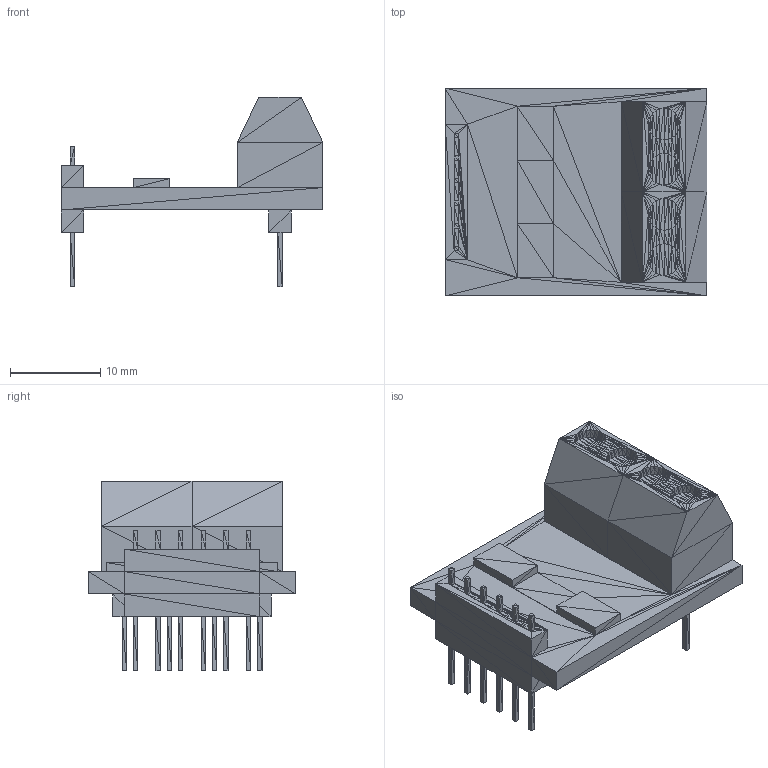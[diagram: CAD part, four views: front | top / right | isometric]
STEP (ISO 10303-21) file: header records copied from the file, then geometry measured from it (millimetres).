
FILE_DESCRIPTION((''),'2;1');
FILE_NAME('h-bridge l9110s(2)', '2025-02-15T14:06:27', (''), (''), 'ImageToStl.com STEP Converter','', '');
FILE_SCHEMA(('AUTOMOTIVE_DESIGN_CC2'));
Length unit declared in the file: metre
Products named in the file (1): product0
Bounding box: 29 x 23 x 20.98 mm (x, y, z)
Surface area: 3034.4 mm2 (no closed solid volume)
Topology: 0 solids, 916 shells, 916 faces, 2721 edges, 446 vertices
Faces by surface type: plane 916
Entity records: 21072 total; most frequent: DIRECTION 4582, ORIENTED_EDGE 2748, EDGE_CURVE 2748, LINE 2748, VECTOR 2748, AXIS2_PLACEMENT_3D 917, FACE_SURFACE 916, PLANE 916
